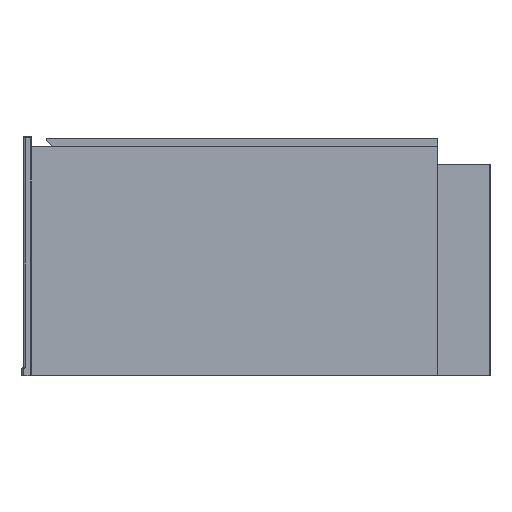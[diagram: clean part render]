
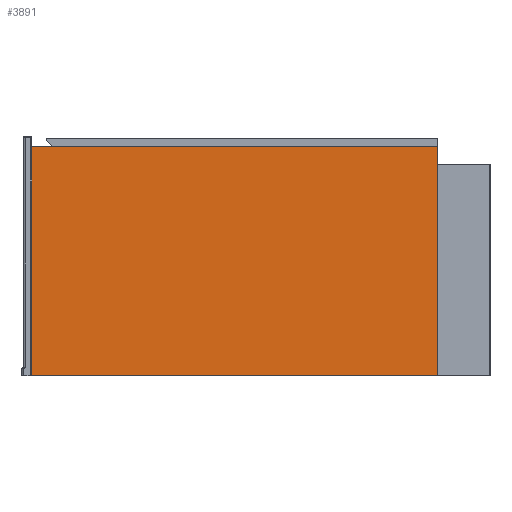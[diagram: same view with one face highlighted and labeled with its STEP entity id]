
A CAD part, left-side view. The second image highlights one B-rep face of the part: STEP entity #3891.
In plain terms, the highlighted planar face has unit normal (-1, 0, 0).
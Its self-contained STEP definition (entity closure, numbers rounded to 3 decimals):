
#77 = CARTESIAN_POINT ( 'NONE',  ( -594., -390., 440. ) ) ;
#94 = ORIENTED_EDGE ( 'NONE', *, *, #4178, .T. ) ;
#181 = LINE ( 'NONE', #5114, #5262 ) ;
#375 = CARTESIAN_POINT ( 'NONE',  ( -594., 390., 0. ) ) ;
#680 = VECTOR ( 'NONE', #4286, 1000. ) ;
#1140 = ORIENTED_EDGE ( 'NONE', *, *, #3663, .F. ) ;
#1276 = FACE_OUTER_BOUND ( 'NONE', #4125, .T. ) ;
#1413 = CARTESIAN_POINT ( 'NONE',  ( -594., 390., 440. ) ) ;
#1516 = LINE ( 'NONE', #3861, #1672 ) ;
#1662 = LINE ( 'NONE', #3693, #2890 ) ;
#1672 = VECTOR ( 'NONE', #1894, 1000. ) ;
#1894 = DIRECTION ( 'NONE',  ( 0., 0., -1. ) ) ;
#2078 = ORIENTED_EDGE ( 'NONE', *, *, #2542, .T. ) ;
#2178 = ORIENTED_EDGE ( 'NONE', *, *, #4913, .F. ) ;
#2393 = VERTEX_POINT ( 'NONE', #77 ) ;
#2542 = EDGE_CURVE ( 'NONE', #2393, #4831, #3488, .T. ) ;
#2890 = VECTOR ( 'NONE', #4236, 1000. ) ;
#3162 = VERTEX_POINT ( 'NONE', #5411 ) ;
#3488 = LINE ( 'NONE', #4303, #680 ) ;
#3663 = EDGE_CURVE ( 'NONE', #2393, #3162, #181, .T. ) ;
#3693 = CARTESIAN_POINT ( 'NONE',  ( -594., 390., 0. ) ) ;
#3832 = DIRECTION ( 'NONE',  ( -1., 0., 0. ) ) ;
#3861 = CARTESIAN_POINT ( 'NONE',  ( -594., 390., 440. ) ) ;
#3891 = ADVANCED_FACE ( 'NONE', ( #1276 ), #4381, .T. ) ;
#4125 = EDGE_LOOP ( 'NONE', ( #2178, #1140, #2078, #94 ) ) ;
#4178 = EDGE_CURVE ( 'NONE', #4831, #5154, #1516, .T. ) ;
#4183 = CARTESIAN_POINT ( 'NONE',  ( -594., 390., 440. ) ) ;
#4236 = DIRECTION ( 'NONE',  ( 0., 1., 0. ) ) ;
#4286 = DIRECTION ( 'NONE',  ( 0., 1., 0. ) ) ;
#4303 = CARTESIAN_POINT ( 'NONE',  ( -594., 390., 440. ) ) ;
#4381 = PLANE ( 'NONE',  #6156 ) ;
#4673 = DIRECTION ( 'NONE',  ( 0., 0., -1. ) ) ;
#4831 = VERTEX_POINT ( 'NONE', #4183 ) ;
#4913 = EDGE_CURVE ( 'NONE', #3162, #5154, #1662, .T. ) ;
#5114 = CARTESIAN_POINT ( 'NONE',  ( -594., -390., 440. ) ) ;
#5154 = VERTEX_POINT ( 'NONE', #375 ) ;
#5262 = VECTOR ( 'NONE', #4673, 1000. ) ;
#5411 = CARTESIAN_POINT ( 'NONE',  ( -594., -390., 0. ) ) ;
#5846 = DIRECTION ( 'NONE',  ( 0., -1., 0. ) ) ;
#6156 = AXIS2_PLACEMENT_3D ( 'NONE', #1413, #3832, #5846 ) ;
